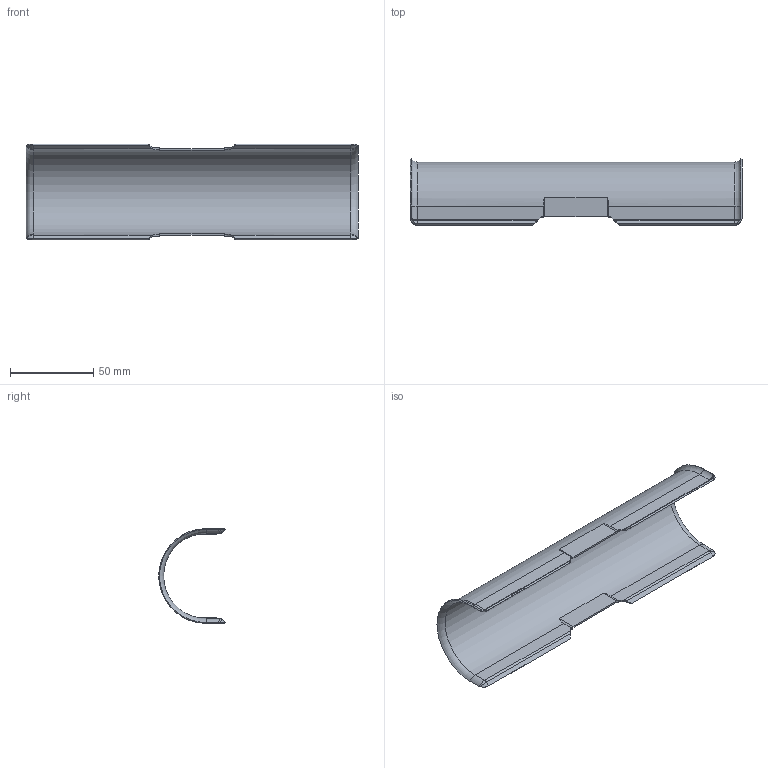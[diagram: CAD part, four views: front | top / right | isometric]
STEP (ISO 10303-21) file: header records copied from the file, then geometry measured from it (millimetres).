
FILE_DESCRIPTION (( 'STEP AP214' ), '1' );
FILE_NAME ('1195867.stp', '2017-02-22T09:14:56', ( '' ), ( '' ), 'SwSTEP 2.0', 'SolidWorks 2016', '' );
FILE_SCHEMA (( 'AUTOMOTIVE_DESIGN' ));
Length unit declared in the file: millimetre
Products named in the file (1): 1195867
Bounding box: 199.49 x 40 x 57.41 mm (x, y, z)
Volume: 20659.9 mm3; surface area: 41941.3 mm2
Topology: 1 solids, 1 shells, 124 faces, 272 edges, 150 vertices
Faces by surface type: plane 54, cylinder 40, bspline 24, torus 4, cone 2
Entity records: 3782 total; most frequent: CARTESIAN_POINT 1323, ORIENTED_EDGE 544, DIRECTION 448, EDGE_CURVE 272, LINE 162, VECTOR 162, VERTEX_POINT 150, AXIS2_PLACEMENT_3D 143
